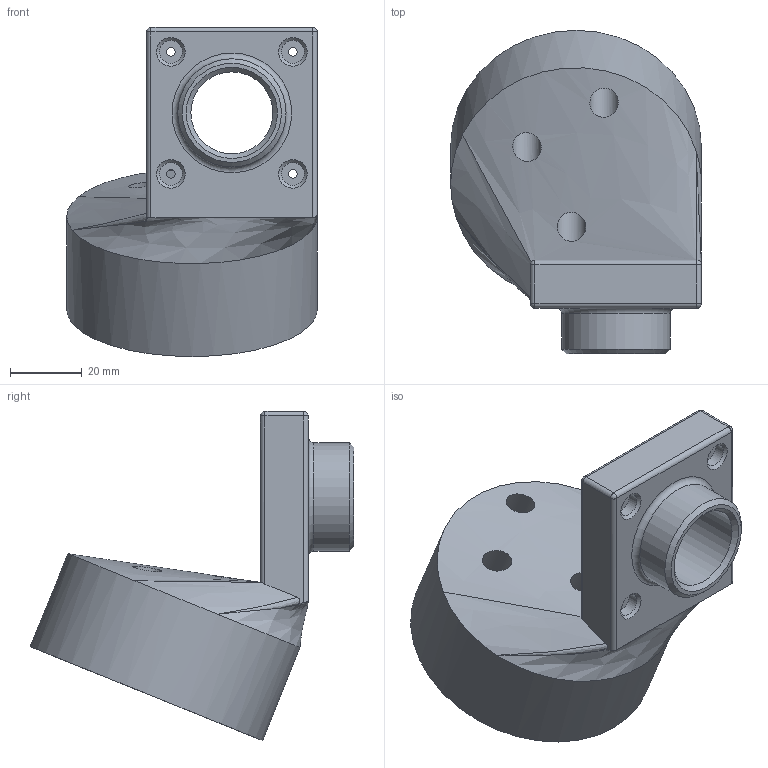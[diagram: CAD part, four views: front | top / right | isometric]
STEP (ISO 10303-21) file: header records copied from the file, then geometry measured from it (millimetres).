
FILE_DESCRIPTION(/* description */ (''),/* implementation_level */ '2;1');
FILE_NAME(/* name */ 'right_swerve_camera_mount 22 deg 1 in higherv2.stp',/* time_stamp */ '2025-04-01T16:27:44-04:00',/* author */ ('slick'),/* organization */ (''),/* preprocessor_version */ 'ST-DEVELOPER v19.2',/* originating_system */ 'Autodesk Inventor 2023',/* authorisation */ '');
FILE_SCHEMA (('AUTOMOTIVE_DESIGN { 1 0 10303 214 3 1 1 }'));
Length unit declared in the file: inch
Products named in the file (1): right_swerve_camera_mount 22 deg 1 in higherv2
Bounding box: 69.85 x 90.18 x 91.71 mm (x, y, z)
Volume: 128977.6 mm3; surface area: 29708.8 mm2
Topology: 1 solids, 1 shells, 84 faces, 207 edges, 133 vertices
Faces by surface type: plane 33, cylinder 31, cone 8, bspline 7, sphere 4, torus 1
Full cylindrical faces by diameter (mm): 2.388 x4, 4.496 x3, 6.375 x4, 7.95 x3, 18.228 x1, 22.86 x1, 28.575 x1, 30.162 x1, 69.85 x1
Entity records: 3025 total; most frequent: CARTESIAN_POINT 964, DIRECTION 415, ORIENTED_EDGE 408, EDGE_CURVE 204, AXIS2_PLACEMENT_3D 157, VERTEX_POINT 133, EDGE_LOOP 111, LINE 101
